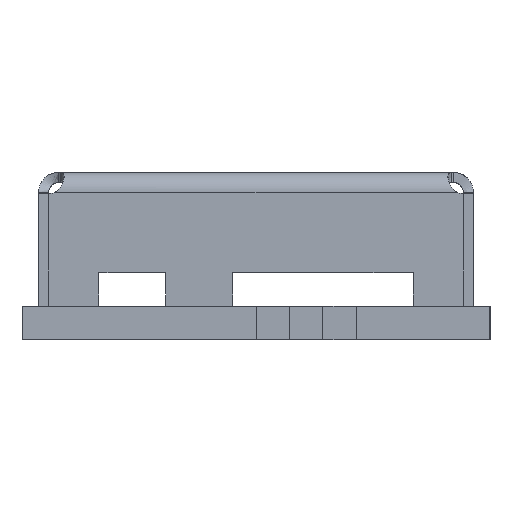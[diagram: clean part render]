
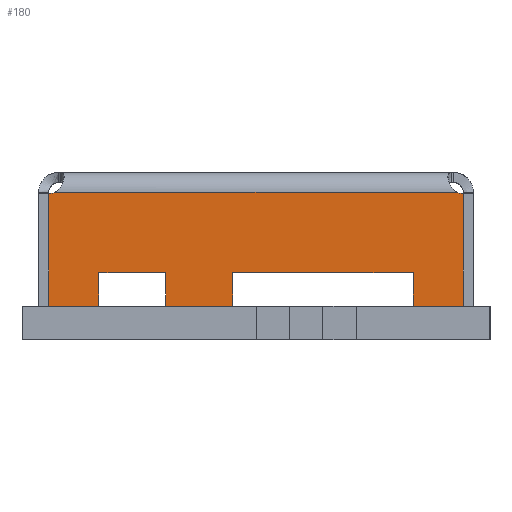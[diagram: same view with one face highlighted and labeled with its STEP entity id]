
A CAD part, left-side view. The second image highlights one B-rep face of the part: STEP entity #180.
In plain terms, the highlighted planar face has unit normal (-1, 0, 0).
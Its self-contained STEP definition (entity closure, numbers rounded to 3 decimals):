
#180=ADVANCED_FACE('',(#4858),#4860,.F.);
#4858=FACE_BOUND('',#4859,.T.);
#4859=EDGE_LOOP('',(#12621,#12622,#12623,#12624,#12625,#12626,#12627,#12628,#12629,
#12630,#12631,#12632,#12633,#12634,#12635,#12636));
#4860=PLANE('',#4861);
#4861=AXIS2_PLACEMENT_3D('',#4862,#4863,#4864);
#4862=CARTESIAN_POINT('',(-9.4,0.,5.));
#4863=DIRECTION('',(1.,0.,0.));
#4864=DIRECTION('',(0.,0.,1.));
#12621=ORIENTED_EDGE('',*,*,#15352,.T.);
#12622=ORIENTED_EDGE('',*,*,#15353,.T.);
#12623=ORIENTED_EDGE('',*,*,#15354,.T.);
#12624=ORIENTED_EDGE('',*,*,#15355,.T.);
#12625=ORIENTED_EDGE('',*,*,#15356,.T.);
#12626=ORIENTED_EDGE('',*,*,#15337,.T.);
#12627=ORIENTED_EDGE('',*,*,#15357,.F.);
#12628=ORIENTED_EDGE('',*,*,#15358,.T.);
#12629=ORIENTED_EDGE('',*,*,#15359,.F.);
#12630=ORIENTED_EDGE('',*,*,#15360,.T.);
#12631=ORIENTED_EDGE('',*,*,#15361,.T.);
#12632=ORIENTED_EDGE('',*,*,#15295,.T.);
#12633=ORIENTED_EDGE('',*,*,#15362,.T.);
#12634=ORIENTED_EDGE('',*,*,#15363,.T.);
#12635=ORIENTED_EDGE('',*,*,#15364,.T.);
#12636=ORIENTED_EDGE('',*,*,#15365,.T.);
#15295=EDGE_CURVE('',#16980,#16978,#16981,.T.);
#15337=EDGE_CURVE('',#17054,#17058,#17060,.T.);
#15352=EDGE_CURVE('',#17087,#17088,#17089,.T.);
#15353=EDGE_CURVE('',#17088,#17090,#17091,.T.);
#15354=EDGE_CURVE('',#17090,#17092,#17093,.T.);
#15355=EDGE_CURVE('',#17092,#17094,#17095,.T.);
#15356=EDGE_CURVE('',#17094,#17054,#17096,.T.);
#15357=EDGE_CURVE('',#17097,#17058,#17098,.T.);
#15358=EDGE_CURVE('',#17097,#17099,#17100,.T.);
#15359=EDGE_CURVE('',#17101,#17099,#17102,.T.);
#15360=EDGE_CURVE('',#17101,#17103,#17104,.T.);
#15361=EDGE_CURVE('',#17103,#16980,#17105,.T.);
#15362=EDGE_CURVE('',#16978,#17106,#17107,.T.);
#15363=EDGE_CURVE('',#17106,#17108,#17109,.T.);
#15364=EDGE_CURVE('',#17108,#17110,#17111,.T.);
#15365=EDGE_CURVE('',#17110,#17087,#17112,.T.);
#16978=VERTEX_POINT('',#24237);
#16980=VERTEX_POINT('',#24241);
#16981=LINE('',#24242,#24243);
#17054=VERTEX_POINT('',#24401);
#17058=VERTEX_POINT('',#24409);
#17060=LINE('',#24413,#24414);
#17087=VERTEX_POINT('',#24474);
#17088=VERTEX_POINT('',#24475);
#17089=LINE('',#24476,#24477);
#17090=VERTEX_POINT('',#24479);
#17091=CIRCLE('',#24480,0.2);
#17092=VERTEX_POINT('',#24484);
#17093=LINE('',#24485,#24486);
#17094=VERTEX_POINT('',#24488);
#17095=LINE('',#24489,#24490);
#17096=LINE('',#24492,#24493);
#17097=VERTEX_POINT('',#24495);
#17098=LINE('',#24496,#24497);
#17099=VERTEX_POINT('',#24499);
#17100=CIRCLE('',#24500,0.45);
#17101=VERTEX_POINT('',#24504);
#17102=LINE('',#24505,#24506);
#17103=VERTEX_POINT('',#24508);
#17104=CIRCLE('',#24509,0.45);
#17105=LINE('',#24513,#24514);
#17106=VERTEX_POINT('',#24516);
#17107=LINE('',#24517,#24518);
#17108=VERTEX_POINT('',#24520);
#17109=LINE('',#24521,#24522);
#17110=VERTEX_POINT('',#24524);
#17111=LINE('',#24525,#24526);
#17112=CIRCLE('',#24528,0.2);
#24237=CARTESIAN_POINT('',(-9.4,4.7,1.));
#24241=CARTESIAN_POINT('',(-9.4,6.193,1.));
#24242=CARTESIAN_POINT('',(-9.4,6.193,1.));
#24243=VECTOR('',#24244,1.);
#24244=DIRECTION('',(0.,-1.,0.));
#24401=CARTESIAN_POINT('',(-9.4,-4.7,1.));
#24409=CARTESIAN_POINT('',(-9.4,-6.193,1.));
#24413=CARTESIAN_POINT('',(-9.4,-4.7,1.));
#24414=VECTOR('',#24415,1.);
#24415=DIRECTION('',(0.,-1.,0.));
#24474=CARTESIAN_POINT('',(-9.4,2.5,0.8));
#24475=CARTESIAN_POINT('',(-9.4,0.9,0.8));
#24476=CARTESIAN_POINT('',(-9.4,2.5,0.8));
#24477=VECTOR('',#24478,1.);
#24478=DIRECTION('',(0.,-1.,0.));
#24479=CARTESIAN_POINT('',(-9.4,0.7,1.));
#24480=AXIS2_PLACEMENT_3D('',#24481,#24482,#24483);
#24481=CARTESIAN_POINT('',(-9.4,0.9,1.));
#24482=DIRECTION('',(-1.,0.,0.));
#24483=DIRECTION('',(0.,0.,-1.));
#24484=CARTESIAN_POINT('',(-9.4,0.7,2.));
#24485=CARTESIAN_POINT('',(-9.4,0.7,1.));
#24486=VECTOR('',#24487,1.);
#24487=DIRECTION('',(0.,0.,1.));
#24488=CARTESIAN_POINT('',(-9.4,-4.7,2.));
#24489=CARTESIAN_POINT('',(-9.4,0.7,2.));
#24490=VECTOR('',#24491,1.);
#24491=DIRECTION('',(0.,-1.,0.));
#24492=CARTESIAN_POINT('',(-9.4,-4.7,2.));
#24493=VECTOR('',#24494,1.);
#24494=DIRECTION('',(0.,0.,-1.));
#24495=CARTESIAN_POINT('',(-9.4,-6.193,4.364));
#24496=CARTESIAN_POINT('',(-9.4,-6.193,4.364));
#24497=VECTOR('',#24498,1.);
#24498=DIRECTION('',(0.,0.,-1.));
#24499=CARTESIAN_POINT('',(-9.4,-6.016,4.4));
#24500=AXIS2_PLACEMENT_3D('',#24501,#24502,#24503);
#24501=CARTESIAN_POINT('',(-9.4,-6.193,4.814));
#24502=DIRECTION('',(1.,0.,0.));
#24503=DIRECTION('',(0.,0.,-1.));
#24504=CARTESIAN_POINT('',(-9.4,6.016,4.4));
#24505=CARTESIAN_POINT('',(-9.4,6.016,4.4));
#24506=VECTOR('',#24507,1.);
#24507=DIRECTION('',(0.,-1.,0.));
#24508=CARTESIAN_POINT('',(-9.4,6.193,4.364));
#24509=AXIS2_PLACEMENT_3D('',#24510,#24511,#24512);
#24510=CARTESIAN_POINT('',(-9.4,6.193,4.814));
#24511=DIRECTION('',(1.,0.,0.));
#24512=DIRECTION('',(0.,-0.392,-0.92));
#24513=CARTESIAN_POINT('',(-9.4,6.193,4.364));
#24514=VECTOR('',#24515,1.);
#24515=DIRECTION('',(0.,0.,-1.));
#24516=CARTESIAN_POINT('',(-9.4,4.7,2.));
#24517=CARTESIAN_POINT('',(-9.4,4.7,1.));
#24518=VECTOR('',#24519,1.);
#24519=DIRECTION('',(0.,0.,1.));
#24520=CARTESIAN_POINT('',(-9.4,2.7,2.));
#24521=CARTESIAN_POINT('',(-9.4,4.7,2.));
#24522=VECTOR('',#24523,1.);
#24523=DIRECTION('',(0.,-1.,0.));
#24524=CARTESIAN_POINT('',(-9.4,2.7,1.));
#24525=CARTESIAN_POINT('',(-9.4,2.7,2.));
#24526=VECTOR('',#24527,1.);
#24527=DIRECTION('',(0.,0.,-1.));
#24528=AXIS2_PLACEMENT_3D('',#24529,#24530,#24531);
#24529=CARTESIAN_POINT('',(-9.4,2.5,1.));
#24530=DIRECTION('',(-1.,0.,0.));
#24531=DIRECTION('',(0.,1.,0.));
